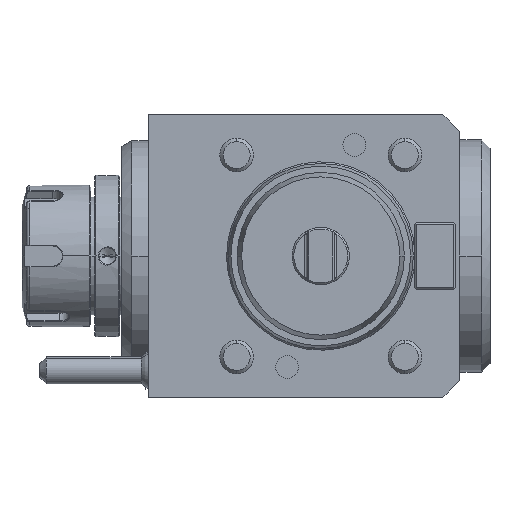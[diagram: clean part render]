
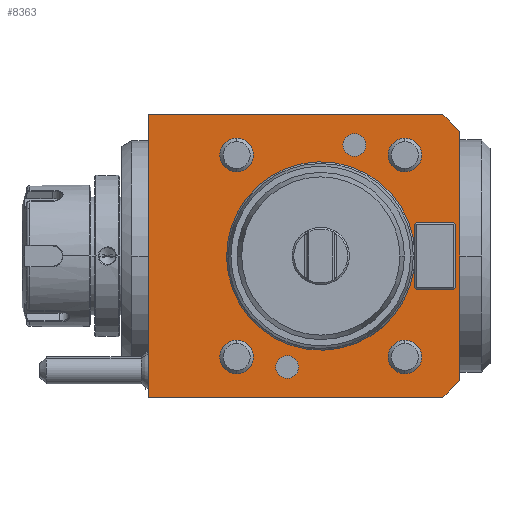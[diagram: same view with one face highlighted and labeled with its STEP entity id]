
A CAD part, front view. The second image highlights one B-rep face of the part: STEP entity #8363.
In plain terms, the highlighted planar face has unit normal (0, -1, 0).
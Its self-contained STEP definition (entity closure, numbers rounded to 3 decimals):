
#19=CARTESIAN_POINT('',(26.2,0.,30.));
#20=DIRECTION('',(0.,1.,0.));
#21=DIRECTION('',(0.,0.,-1.));
#22=AXIS2_PLACEMENT_3D('',#19,#20,#21);
#24=DIRECTION('',(-1.,0.,0.));
#25=VECTOR('',#24,87.5);
#26=CARTESIAN_POINT('',(87.5,0.,42.));
#27=LINE('',#26,#25);
#28=DIRECTION('',(-0.707,0.,0.707));
#29=VECTOR('',#28,7.071);
#30=CARTESIAN_POINT('',(92.5,0.,37.));
#31=LINE('',#30,#29);
#32=DIRECTION('',(0.,0.,1.));
#33=VECTOR('',#32,74.);
#34=CARTESIAN_POINT('',(92.5,0.,-37.));
#35=LINE('',#34,#33);
#36=DIRECTION('',(0.707,0.,0.707));
#37=VECTOR('',#36,7.071);
#38=CARTESIAN_POINT('',(87.5,0.,-42.));
#39=LINE('',#38,#37);
#40=DIRECTION('',(1.,0.,0.));
#41=VECTOR('',#40,87.5);
#42=CARTESIAN_POINT('',(0.,0.,-42.));
#43=LINE('',#42,#41);
#44=DIRECTION('',(0.,0.,-1.));
#45=VECTOR('',#44,84.);
#46=CARTESIAN_POINT('',(0.,0.,42.));
#47=LINE('',#46,#45);
#48=CARTESIAN_POINT('',(61.2,0.,33.));
#49=DIRECTION('',(0.,-1.,0.));
#50=DIRECTION('',(-1.,0.,0.));
#51=AXIS2_PLACEMENT_3D('',#48,#49,#50);
#53=CARTESIAN_POINT('',(61.2,0.,33.));
#54=DIRECTION('',(0.,-1.,0.));
#55=DIRECTION('',(1.,0.,0.));
#56=AXIS2_PLACEMENT_3D('',#53,#54,#55);
#58=CARTESIAN_POINT('',(41.2,0.,-33.));
#59=DIRECTION('',(0.,1.,0.));
#60=DIRECTION('',(1.,0.,0.));
#61=AXIS2_PLACEMENT_3D('',#58,#59,#60);
#63=CARTESIAN_POINT('',(41.2,0.,-33.));
#64=DIRECTION('',(0.,1.,0.));
#65=DIRECTION('',(-1.,0.,0.));
#66=AXIS2_PLACEMENT_3D('',#63,#64,#65);
#6386=CARTESIAN_POINT('',(76.2,0.,-30.));
#6387=DIRECTION('',(0.,1.,0.));
#6388=DIRECTION('',(0.,0.,-1.));
#6389=AXIS2_PLACEMENT_3D('',#6386,#6387,#6388);
#6391=CARTESIAN_POINT('',(76.2,0.,-30.));
#6392=DIRECTION('',(0.,1.,0.));
#6393=DIRECTION('',(0.,0.,1.));
#6394=AXIS2_PLACEMENT_3D('',#6391,#6392,#6393);
#6432=CARTESIAN_POINT('',(76.2,0.,30.));
#6433=DIRECTION('',(0.,1.,0.));
#6434=DIRECTION('',(0.,0.,-1.));
#6435=AXIS2_PLACEMENT_3D('',#6432,#6433,#6434);
#6437=CARTESIAN_POINT('',(76.2,0.,30.));
#6438=DIRECTION('',(0.,1.,0.));
#6439=DIRECTION('',(0.,0.,1.));
#6440=AXIS2_PLACEMENT_3D('',#6437,#6438,#6439);
#6478=CARTESIAN_POINT('',(26.2,0.,-30.));
#6479=DIRECTION('',(0.,1.,0.));
#6480=DIRECTION('',(0.,0.,-1.));
#6481=AXIS2_PLACEMENT_3D('',#6478,#6479,#6480);
#6483=CARTESIAN_POINT('',(26.2,0.,-30.));
#6484=DIRECTION('',(0.,1.,0.));
#6485=DIRECTION('',(0.,0.,1.));
#6486=AXIS2_PLACEMENT_3D('',#6483,#6484,#6485);
#6524=CARTESIAN_POINT('',(26.2,0.,30.));
#6525=DIRECTION('',(0.,1.,0.));
#6526=DIRECTION('',(0.,0.,1.));
#6527=AXIS2_PLACEMENT_3D('',#6524,#6525,#6526);
#6537=DIRECTION('',(1.,0.,0.));
#6538=VECTOR('',#6537,11.);
#6539=CARTESIAN_POINT('',(79.7,0.,10.));
#6540=LINE('',#6539,#6538);
#6553=DIRECTION('',(0.707,0.,-0.707));
#6554=VECTOR('',#6553,0.707);
#6555=CARTESIAN_POINT('',(90.7,0.,10.));
#6556=LINE('',#6555,#6554);
#6561=DIRECTION('',(0.,0.,-1.));
#6562=VECTOR('',#6561,19.);
#6563=CARTESIAN_POINT('',(91.2,0.,9.5));
#6564=LINE('',#6563,#6562);
#6577=DIRECTION('',(0.707,0.,0.707));
#6578=VECTOR('',#6577,0.707);
#6579=CARTESIAN_POINT('',(90.7,0.,-10.));
#6580=LINE('',#6579,#6578);
#6585=DIRECTION('',(1.,0.,0.));
#6586=VECTOR('',#6585,11.);
#6587=CARTESIAN_POINT('',(79.7,0.,-10.));
#6588=LINE('',#6587,#6586);
#6601=DIRECTION('',(-0.707,0.,0.707));
#6602=VECTOR('',#6601,0.707);
#6603=CARTESIAN_POINT('',(79.7,0.,-10.));
#6604=LINE('',#6603,#6602);
#6609=DIRECTION('',(0.,0.,-1.));
#6610=VECTOR('',#6609,19.);
#6611=CARTESIAN_POINT('',(79.2,0.,9.5));
#6612=LINE('',#6611,#6610);
#6625=DIRECTION('',(-0.707,0.,-0.707));
#6626=VECTOR('',#6625,0.707);
#6627=CARTESIAN_POINT('',(79.7,0.,10.));
#6628=LINE('',#6627,#6626);
#6681=CARTESIAN_POINT('',(51.2,0.,0.));
#6682=DIRECTION('',(0.,1.,0.));
#6683=DIRECTION('',(-1.,0.,0.));
#6684=AXIS2_PLACEMENT_3D('',#6681,#6682,#6683);
#6691=CARTESIAN_POINT('',(51.2,0.,0.));
#6692=DIRECTION('',(0.,1.,0.));
#6693=DIRECTION('',(1.,0.,0.));
#6694=AXIS2_PLACEMENT_3D('',#6691,#6692,#6693);
#8079=CARTESIAN_POINT('',(87.5,0.,42.));
#8080=CARTESIAN_POINT('',(0.,0.,42.));
#8081=VERTEX_POINT('',#8079);
#8082=VERTEX_POINT('',#8080);
#8083=CARTESIAN_POINT('',(0.,0.,-42.));
#8084=VERTEX_POINT('',#8083);
#8085=CARTESIAN_POINT('',(87.5,0.,-42.));
#8086=VERTEX_POINT('',#8085);
#8087=CARTESIAN_POINT('',(92.5,0.,-37.));
#8088=VERTEX_POINT('',#8087);
#8089=CARTESIAN_POINT('',(92.5,0.,37.));
#8090=VERTEX_POINT('',#8089);
#8091=CARTESIAN_POINT('',(44.6,0.,-33.));
#8092=CARTESIAN_POINT('',(37.8,0.,-33.));
#8093=VERTEX_POINT('',#8091);
#8094=VERTEX_POINT('',#8092);
#8103=CARTESIAN_POINT('',(57.8,0.,33.));
#8104=CARTESIAN_POINT('',(64.6,0.,33.));
#8105=VERTEX_POINT('',#8103);
#8106=VERTEX_POINT('',#8104);
#8145=CARTESIAN_POINT('',(23.7,0.,0.));
#8146=CARTESIAN_POINT('',(78.7,0.,0.));
#8147=VERTEX_POINT('',#8145);
#8148=VERTEX_POINT('',#8146);
#8172=CARTESIAN_POINT('',(79.7,0.,10.));
#8173=CARTESIAN_POINT('',(90.7,0.,10.));
#8174=VERTEX_POINT('',#8172);
#8175=VERTEX_POINT('',#8173);
#8176=CARTESIAN_POINT('',(79.7,0.,-10.));
#8177=CARTESIAN_POINT('',(90.7,0.,-10.));
#8178=VERTEX_POINT('',#8176);
#8179=VERTEX_POINT('',#8177);
#8180=CARTESIAN_POINT('',(91.2,0.,9.5));
#8181=CARTESIAN_POINT('',(91.2,0.,-9.5));
#8182=VERTEX_POINT('',#8180);
#8183=VERTEX_POINT('',#8181);
#8184=CARTESIAN_POINT('',(79.2,0.,9.5));
#8185=CARTESIAN_POINT('',(79.2,0.,-9.5));
#8186=VERTEX_POINT('',#8184);
#8187=VERTEX_POINT('',#8185);
#8220=CARTESIAN_POINT('',(26.2,0.,25.));
#8221=CARTESIAN_POINT('',(26.2,0.,35.));
#8222=VERTEX_POINT('',#8220);
#8223=VERTEX_POINT('',#8221);
#8224=CARTESIAN_POINT('',(26.2,0.,-35.));
#8225=CARTESIAN_POINT('',(26.2,0.,-25.));
#8226=VERTEX_POINT('',#8224);
#8227=VERTEX_POINT('',#8225);
#8228=CARTESIAN_POINT('',(76.2,0.,25.));
#8229=CARTESIAN_POINT('',(76.2,0.,35.));
#8230=VERTEX_POINT('',#8228);
#8231=VERTEX_POINT('',#8229);
#8232=CARTESIAN_POINT('',(76.2,0.,-35.));
#8233=CARTESIAN_POINT('',(76.2,0.,-25.));
#8234=VERTEX_POINT('',#8232);
#8235=VERTEX_POINT('',#8233);
#8285=CARTESIAN_POINT('',(0.,0.,42.));
#8286=DIRECTION('',(0.,-1.,0.));
#8287=DIRECTION('',(0.,0.,-1.));
#8288=AXIS2_PLACEMENT_3D('',#8285,#8286,#8287);
#8289=PLANE('',#8288);
#8291=ORIENTED_EDGE('',*,*,#8290,.F.);
#8293=ORIENTED_EDGE('',*,*,#8292,.F.);
#8295=ORIENTED_EDGE('',*,*,#8294,.F.);
#8297=ORIENTED_EDGE('',*,*,#8296,.F.);
#8299=ORIENTED_EDGE('',*,*,#8298,.F.);
#8301=ORIENTED_EDGE('',*,*,#8300,.F.);
#8302=EDGE_LOOP('',(#8291,#8293,#8295,#8297,#8299,#8301));
#8303=FACE_OUTER_BOUND('',#8302,.F.);
#8305=ORIENTED_EDGE('',*,*,#8304,.F.);
#8307=ORIENTED_EDGE('',*,*,#8306,.F.);
#8308=EDGE_LOOP('',(#8305,#8307));
#8309=FACE_BOUND('',#8308,.F.);
#8311=ORIENTED_EDGE('',*,*,#8310,.F.);
#8313=ORIENTED_EDGE('',*,*,#8312,.F.);
#8314=EDGE_LOOP('',(#8311,#8313));
#8315=FACE_BOUND('',#8314,.F.);
#8317=ORIENTED_EDGE('',*,*,#8316,.F.);
#8319=ORIENTED_EDGE('',*,*,#8318,.F.);
#8320=EDGE_LOOP('',(#8317,#8319));
#8321=FACE_BOUND('',#8320,.F.);
#8322=ORIENTED_EDGE('',*,*,#8275,.F.);
#8324=ORIENTED_EDGE('',*,*,#8323,.F.);
#8325=EDGE_LOOP('',(#8322,#8324));
#8326=FACE_BOUND('',#8325,.F.);
#8328=ORIENTED_EDGE('',*,*,#8327,.F.);
#8330=ORIENTED_EDGE('',*,*,#8329,.T.);
#8332=ORIENTED_EDGE('',*,*,#8331,.T.);
#8334=ORIENTED_EDGE('',*,*,#8333,.F.);
#8336=ORIENTED_EDGE('',*,*,#8335,.T.);
#8338=ORIENTED_EDGE('',*,*,#8337,.T.);
#8340=ORIENTED_EDGE('',*,*,#8339,.F.);
#8342=ORIENTED_EDGE('',*,*,#8341,.F.);
#8343=EDGE_LOOP('',(#8328,#8330,#8332,#8334,#8336,#8338,#8340,#8342));
#8344=FACE_BOUND('',#8343,.F.);
#8346=ORIENTED_EDGE('',*,*,#8345,.F.);
#8348=ORIENTED_EDGE('',*,*,#8347,.F.);
#8349=EDGE_LOOP('',(#8346,#8348));
#8350=FACE_BOUND('',#8349,.F.);
#8352=ORIENTED_EDGE('',*,*,#8351,.T.);
#8354=ORIENTED_EDGE('',*,*,#8353,.T.);
#8355=EDGE_LOOP('',(#8352,#8354));
#8356=FACE_BOUND('',#8355,.F.);
#8358=ORIENTED_EDGE('',*,*,#8357,.F.);
#8360=ORIENTED_EDGE('',*,*,#8359,.F.);
#8361=EDGE_LOOP('',(#8358,#8360));
#8362=FACE_BOUND('',#8361,.F.);
#23=CIRCLE('',#22,5.);
#52=CIRCLE('',#51,3.4);
#57=CIRCLE('',#56,3.4);
#62=CIRCLE('',#61,3.4);
#67=CIRCLE('',#66,3.4);
#6390=CIRCLE('',#6389,5.);
#6395=CIRCLE('',#6394,5.);
#6436=CIRCLE('',#6435,5.);
#6441=CIRCLE('',#6440,5.);
#6482=CIRCLE('',#6481,5.);
#6487=CIRCLE('',#6486,5.);
#6528=CIRCLE('',#6527,5.);
#6685=CIRCLE('',#6684,27.5);
#6695=CIRCLE('',#6694,27.5);
#8275=EDGE_CURVE('',#8222,#8223,#23,.T.);
#8290=EDGE_CURVE('',#8081,#8082,#27,.T.);
#8292=EDGE_CURVE('',#8090,#8081,#31,.T.);
#8294=EDGE_CURVE('',#8088,#8090,#35,.T.);
#8296=EDGE_CURVE('',#8086,#8088,#39,.T.);
#8298=EDGE_CURVE('',#8084,#8086,#43,.T.);
#8300=EDGE_CURVE('',#8082,#8084,#47,.T.);
#8304=EDGE_CURVE('',#8234,#8235,#6390,.T.);
#8306=EDGE_CURVE('',#8235,#8234,#6395,.T.);
#8310=EDGE_CURVE('',#8230,#8231,#6436,.T.);
#8312=EDGE_CURVE('',#8231,#8230,#6441,.T.);
#8316=EDGE_CURVE('',#8226,#8227,#6482,.T.);
#8318=EDGE_CURVE('',#8227,#8226,#6487,.T.);
#8323=EDGE_CURVE('',#8223,#8222,#6528,.T.);
#8327=EDGE_CURVE('',#8174,#8175,#6540,.T.);
#8329=EDGE_CURVE('',#8174,#8186,#6628,.T.);
#8331=EDGE_CURVE('',#8186,#8187,#6612,.T.);
#8333=EDGE_CURVE('',#8178,#8187,#6604,.T.);
#8335=EDGE_CURVE('',#8178,#8179,#6588,.T.);
#8337=EDGE_CURVE('',#8179,#8183,#6580,.T.);
#8339=EDGE_CURVE('',#8182,#8183,#6564,.T.);
#8341=EDGE_CURVE('',#8175,#8182,#6556,.T.);
#8345=EDGE_CURVE('',#8147,#8148,#6685,.T.);
#8347=EDGE_CURVE('',#8148,#8147,#6695,.T.);
#8351=EDGE_CURVE('',#8105,#8106,#52,.T.);
#8353=EDGE_CURVE('',#8106,#8105,#57,.T.);
#8357=EDGE_CURVE('',#8093,#8094,#62,.T.);
#8359=EDGE_CURVE('',#8094,#8093,#67,.T.);
#8363=ADVANCED_FACE('',(#8303,#8309,#8315,#8321,#8326,#8344,#8350,#8356,#8362),
#8289,.T.);
